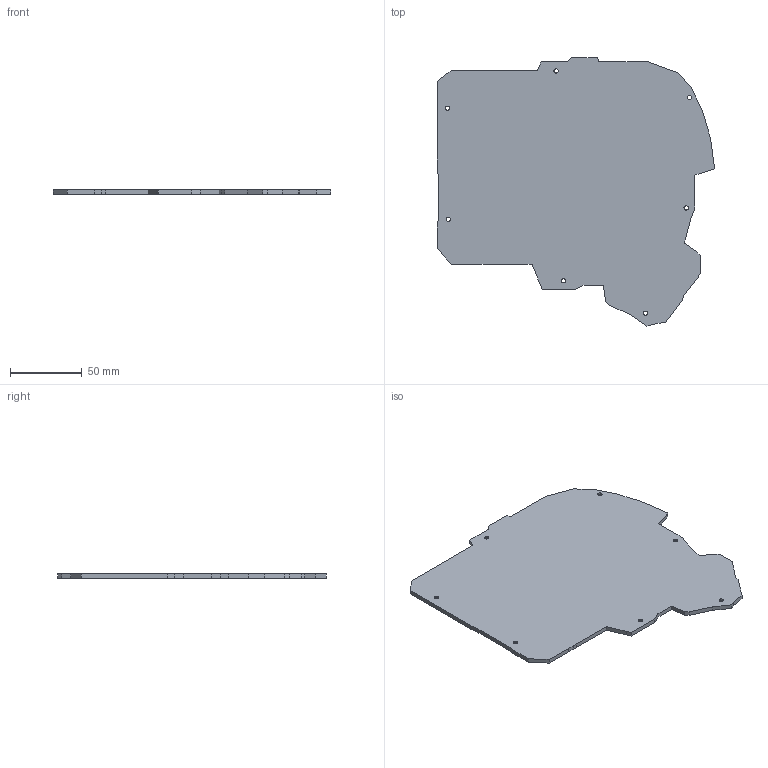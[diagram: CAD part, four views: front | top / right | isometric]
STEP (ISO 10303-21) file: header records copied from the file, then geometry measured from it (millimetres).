
FILE_DESCRIPTION(('Open CASCADE Model'),'2;1');
FILE_NAME('Open CASCADE Shape Model','2025-03-27T20:08:04',('Author'),( 'Open CASCADE'),'Open CASCADE STEP processor 7.7','Open CASCADE 7.7' ,'Unknown');
FILE_SCHEMA(('AUTOMOTIVE_DESIGN { 1 0 10303 214 1 1 1 1 }'));
Length unit declared in the file: millimetre
Products named in the file (1): Open CASCADE STEP translator 7.7 364
Bounding box: 192.69 x 186.47 x 3 mm (x, y, z)
Volume: 82869 mm3; surface area: 57561.8 mm2
Topology: 1 solids, 1 shells, 68 faces, 191 edges, 125 vertices
Faces by surface type: plane 54, cone 7, cylinder 7
Full cylindrical faces by diameter (mm): 3 x7
Entity records: 4723 total; most frequent: CARTESIAN_POINT 851, DIRECTION 718, LINE 538, VECTOR 538, ORIENTED_EDGE 382, PCURVE 382, DEFINITIONAL_REPRESENTATION 382, EDGE_CURVE 191
